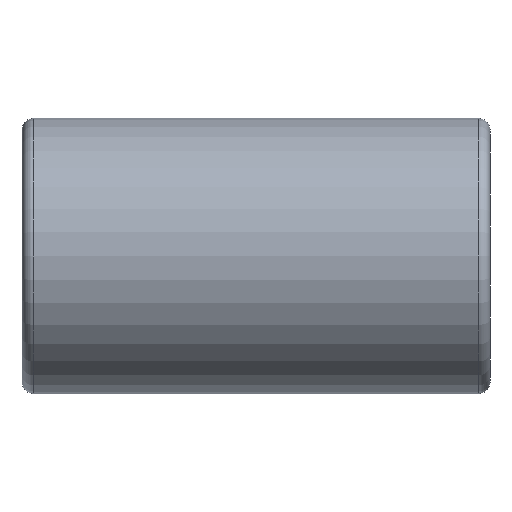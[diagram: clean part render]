
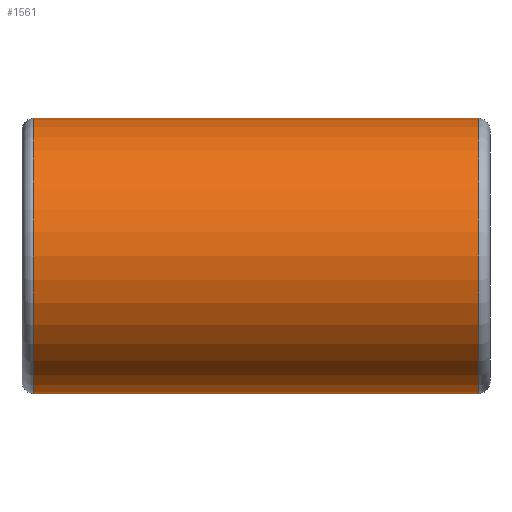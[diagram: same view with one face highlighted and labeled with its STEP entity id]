
A CAD part, front view. The second image highlights one B-rep face of the part: STEP entity #1561.
In plain terms, the highlighted cylindrical face has radius 30 mm (diameter 60 mm), a partial arc.
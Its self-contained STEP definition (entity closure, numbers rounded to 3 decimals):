
#240 = CARTESIAN_POINT ( 'NONE',  ( 51., 0., -30. ) ) ;
#301 = VECTOR ( 'NONE', #1413, 1000. ) ;
#396 = CARTESIAN_POINT ( 'NONE',  ( 48.5, 0., 30. ) ) ;
#516 = VERTEX_POINT ( 'NONE', #2368 ) ;
#640 = AXIS2_PLACEMENT_3D ( 'NONE', #2293, #2755, #1848 ) ;
#648 = CARTESIAN_POINT ( 'NONE',  ( -48.5, 0., 30. ) ) ;
#693 = CIRCLE ( 'NONE', #1202, 30. ) ;
#731 = EDGE_LOOP ( 'NONE', ( #1378, #2715, #1802, #2501 ) ) ;
#778 = EDGE_CURVE ( 'NONE', #2318, #516, #1512, .T. ) ;
#874 = DIRECTION ( 'NONE',  ( 0., 0., -1. ) ) ;
#929 = EDGE_CURVE ( 'NONE', #2318, #935, #693, .T. ) ;
#935 = VERTEX_POINT ( 'NONE', #396 ) ;
#968 = CYLINDRICAL_SURFACE ( 'NONE', #640, 30. ) ;
#988 = EDGE_CURVE ( 'NONE', #935, #1966, #2420, .T. ) ;
#1048 = EDGE_CURVE ( 'NONE', #1966, #516, #2343, .T. ) ;
#1104 = CARTESIAN_POINT ( 'NONE',  ( 48.5, 0., 0. ) ) ;
#1202 = AXIS2_PLACEMENT_3D ( 'NONE', #1104, #2456, #874 ) ;
#1222 = VECTOR ( 'NONE', #2662, 1000. ) ;
#1223 = CARTESIAN_POINT ( 'NONE',  ( 48.5, 0., -30. ) ) ;
#1316 = DIRECTION ( 'NONE',  ( 1., 0., 0. ) ) ;
#1336 = CARTESIAN_POINT ( 'NONE',  ( 51., 0., 30. ) ) ;
#1378 = ORIENTED_EDGE ( 'NONE', *, *, #778, .F. ) ;
#1413 = DIRECTION ( 'NONE',  ( -1., 0., 0. ) ) ;
#1512 = LINE ( 'NONE', #240, #301 ) ;
#1561 = ADVANCED_FACE ( 'NONE', ( #2845 ), #968, .T. ) ;
#1663 = AXIS2_PLACEMENT_3D ( 'NONE', #2898, #1316, #2672 ) ;
#1802 = ORIENTED_EDGE ( 'NONE', *, *, #988, .T. ) ;
#1848 = DIRECTION ( 'NONE',  ( 0., 0., 1. ) ) ;
#1966 = VERTEX_POINT ( 'NONE', #648 ) ;
#2293 = CARTESIAN_POINT ( 'NONE',  ( 51., 0., 0. ) ) ;
#2318 = VERTEX_POINT ( 'NONE', #1223 ) ;
#2343 = CIRCLE ( 'NONE', #1663, 30. ) ;
#2368 = CARTESIAN_POINT ( 'NONE',  ( -48.5, 0., -30. ) ) ;
#2420 = LINE ( 'NONE', #1336, #1222 ) ;
#2456 = DIRECTION ( 'NONE',  ( -1., 0., 0. ) ) ;
#2501 = ORIENTED_EDGE ( 'NONE', *, *, #1048, .T. ) ;
#2662 = DIRECTION ( 'NONE',  ( -1., 0., 0. ) ) ;
#2672 = DIRECTION ( 'NONE',  ( 0., 0., -1. ) ) ;
#2715 = ORIENTED_EDGE ( 'NONE', *, *, #929, .T. ) ;
#2755 = DIRECTION ( 'NONE',  ( -1., 0., 0. ) ) ;
#2845 = FACE_OUTER_BOUND ( 'NONE', #731, .T. ) ;
#2898 = CARTESIAN_POINT ( 'NONE',  ( -48.5, 0., 0. ) ) ;
